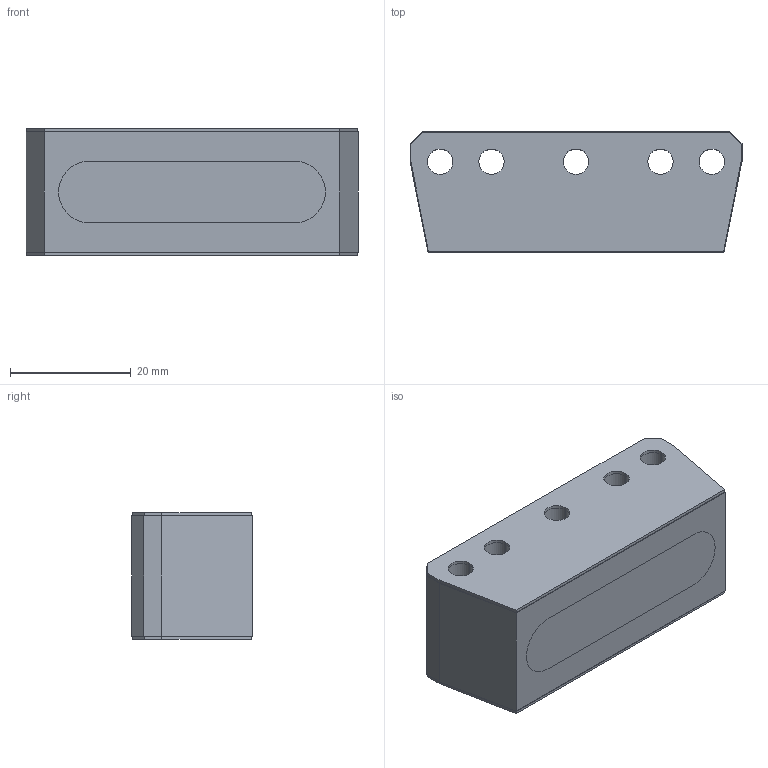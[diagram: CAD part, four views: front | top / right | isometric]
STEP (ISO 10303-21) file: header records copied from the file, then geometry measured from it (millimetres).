
FILE_DESCRIPTION (( 'STEP AP214' ), '1' );
FILE_NAME ('518738_Positionsgeber,_ungeführt_Z-TP1-P07~00.STEP', '2012-06-04T08:17:03', ( 'dummy' ), ( 'Hewlett-Packard Company' ), 'SwSTEP 2.0', 'SolidWorks 2011', '' );
FILE_SCHEMA (( 'AUTOMOTIVE_DESIGN' ));
Length unit declared in the file: millimetre
Products named in the file (5): 518738_Positionsgeber,_ungeführt_Z-TP1-P07~00; 518737_Magnetträger_ungeführt_XL_für_Z-TP1-P07~00; 516530_Bündelungsblech_XXL~00; 518857_Magnet_34_x_10_x_10~00; 518738_Vergussmasse~00
Assembly tree (5 placements, depth 2):
  518738_Positionsgeber,_ungeführt_Z-TP1-P07~00
    516530_Bündelungsblech_XXL~00  x2
    518738_Vergussmasse~00
    518737_Magnetträger_ungeführt_XL_für_Z-TP1-P07~00
    518857_Magnet_34_x_10_x_10~00
Bounding box: 55 x 20 x 21 mm (x, y, z)
Volume: 20601.2 mm3; surface area: 15966.6 mm2
Topology: 5 solids, 5 shells, 118 faces, 318 edges, 212 vertices
Faces by surface type: plane 64, cylinder 54
Entity records: 3342 total; most frequent: DIRECTION 564, CARTESIAN_POINT 546, ORIENTED_EDGE 528, EDGE_CURVE 264, AXIS2_PLACEMENT_3D 194, VECTOR 176, LINE 176, VERTEX_POINT 176
